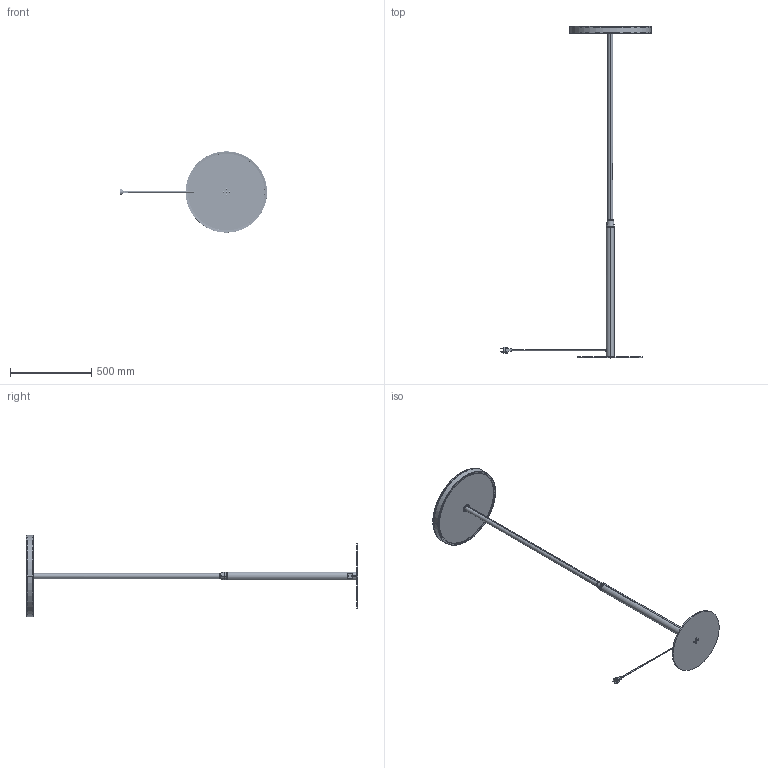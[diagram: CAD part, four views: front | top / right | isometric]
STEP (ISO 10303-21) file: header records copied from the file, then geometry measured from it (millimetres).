
FILE_DESCRIPTION((''),'2;1');
FILE_NAME('FS0012-20230509_ASM_ASM','2024-10-09T',('1'),(''),'PRO/ENGINEER BY PARAMETRIC TECHNOLOGY CORPORATION, 2013040','PRO/ENGINEER BY PARAMETRIC TECHNOLOGY CORPORATION, 2013040','');
FILE_SCHEMA(('CONFIG_CONTROL_DESIGN'));
Products named in the file (35): DENGKUANG_133; LENGJINGBAN_125; KUOSANBAN_126; DUXINBAN_139; DUXINBANZUJIAN_ASM_127_ASM; GAIBAN_124; YAZHUJIETOU_127; MUJIETOUZUJIAN_ASM_120_ASM; YAZHUGAI_115; EVA-A_109; DENGGAN-XIA_155; M3X6_86; XIA-LED_91; SHANG-LED_87; TOUMINGBAN_121; GELIZHU_109; ANJIANMIANBAN_152; ANJIANZUJIAN_ASM_101_ASM; XIADENGGAN-20240327_70; ZHUANSHIJIAN_40; ASM0002_ASM_36_ASM; ASM0001_ASM_36_ASM; PCB-20240402_ASM_36_ASM; DIZUO_78; PRT0012_20; PRT0013_20; ASM0004_ASM_20_ASM; PRT0007_19; 0302M3X5-A_18; 0302M4X8_18; M4X15NEILIUJIAOCHENGTOU_42; 4X10ZIGONGLUOSI_4; NIUPIZHI_5_ASM; FS0012-20230509_ASM_126_ASM; FS0012-20230509_ASM_ASM
Assembly tree (47 placements, depth 5):
  FS0012-20230509_ASM_ASM
    FS0012-20230509_ASM_126_ASM
      DENGKUANG_133
      LENGJINGBAN_125
      KUOSANBAN_126
      DUXINBANZUJIAN_ASM_127_ASM
        DUXINBAN_139
      GAIBAN_124
      YAZHUJIETOU_127
      MUJIETOUZUJIAN_ASM_120_ASM
      YAZHUGAI_115
      EVA-A_109
      DENGGAN-XIA_155
      M3X6_86
      XIA-LED_91  x2
      SHANG-LED_87
      TOUMINGBAN_121
      GELIZHU_109
      ANJIANZUJIAN_ASM_101_ASM
        ANJIANMIANBAN_152
      XIADENGGAN-20240327_70
      ZHUANSHIJIAN_40
      PCB-20240402_ASM_36_ASM
        ASM0001_ASM_36_ASM
          ASM0002_ASM_36_ASM
      DIZUO_78
      ASM0004_ASM_20_ASM
        PRT0012_20
        PRT0013_20
      PRT0007_19
      0302M3X5-A_18  x8
      0302M4X8_18  x3
      M4X15NEILIUJIAOCHENGTOU_42  x4
      4X10ZIGONGLUOSI_4
      NIUPIZHI_5_ASM
Bounding box: 921.65 x 2037.3 x 500 mm (x, y, z)
Volume: 2532112.3 mm3; surface area: 2905014.1 mm2
Topology: 38 solids, 38 shells, 3380 faces, 8583 edges, 5673 vertices
Faces by surface type: cylinder 1344, plane 1214, torus 578, bspline 167, cone 73, sphere 4
Entity records: 84189 total; most frequent: CARTESIAN_POINT 35296, DIRECTION 10233, ORIENTED_EDGE 9870, EDGE_CURVE 4935, AXIS2_PLACEMENT_3D 3837, VERTEX_POINT 3280, VECTOR 2559, LINE 2559
